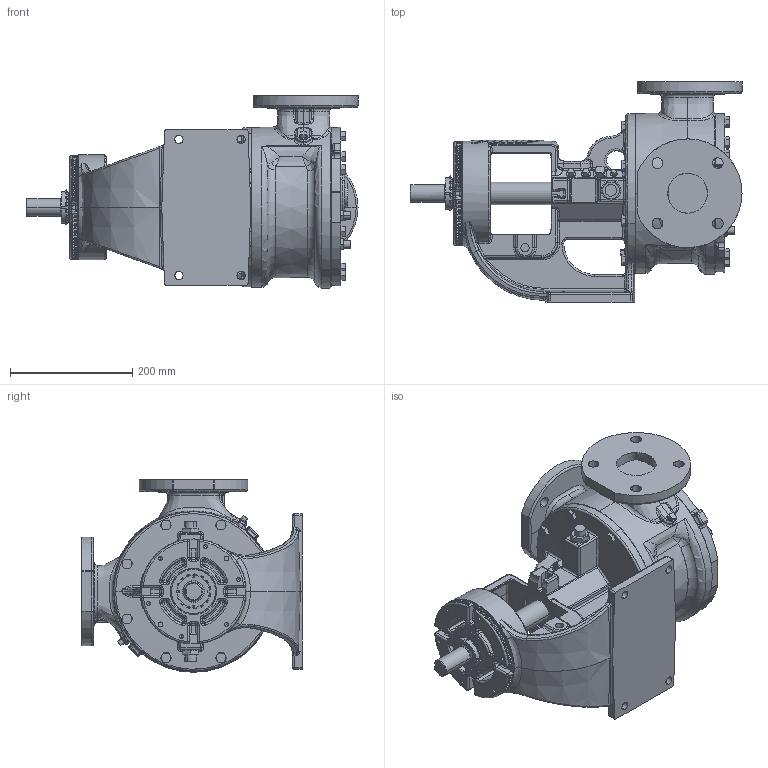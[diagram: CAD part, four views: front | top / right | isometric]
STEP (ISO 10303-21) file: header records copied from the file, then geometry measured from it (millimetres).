
FILE_DESCRIPTION (( 'STEP AP214' ), '1' );
FILE_NAME ('LQ124E.STEP', '2018-01-30T15:19:11', ( '' ), ( '' ), 'SwSTEP 2.0', 'SolidWorks 2017', '' );
FILE_SCHEMA (( 'AUTOMOTIVE_DESIGN' ));
Length unit declared in the file: inch
Products named in the file (2): LQ124E
Bounding box: 542.73 x 360.43 x 314.84 mm (x, y, z)
Volume: 13483723.5 mm3; surface area: 814217.1 mm2
Topology: 1 solids, 1 shells, 2914 faces, 7354 edges, 4479 vertices
Faces by surface type: plane 878, cone 701, bspline 574, cylinder 556, torus 119, sphere 86
Entity records: 183765 total; most frequent: CARTESIAN_POINT 93189, ORIENTED_EDGE 14596, DIRECTION 12312, EDGE_CURVE 7298, AXIS2_PLACEMENT_3D 5047, VERTEX_POINT 4478, EDGE_LOOP 3064, ADVANCED_FACE 2914
